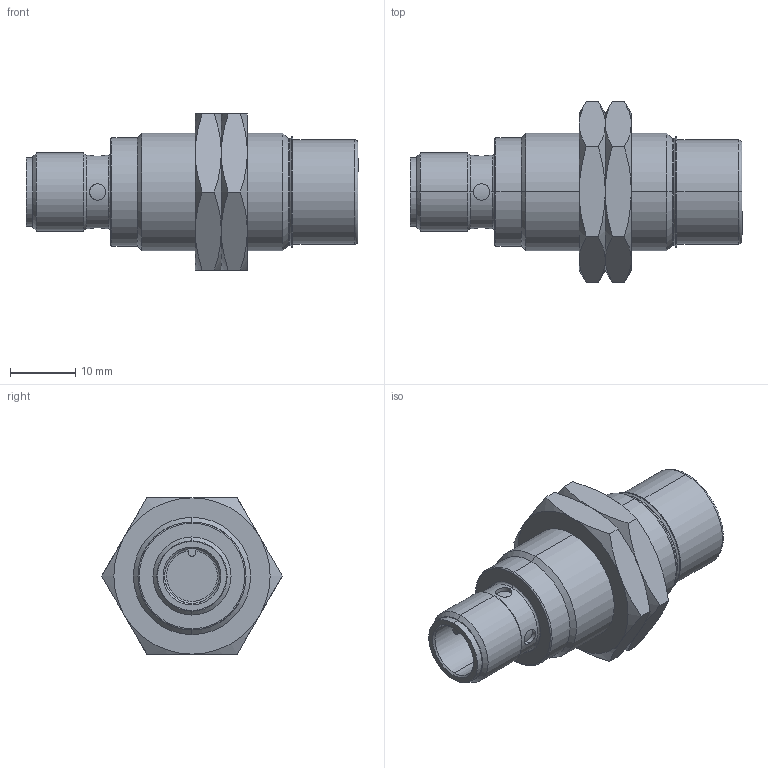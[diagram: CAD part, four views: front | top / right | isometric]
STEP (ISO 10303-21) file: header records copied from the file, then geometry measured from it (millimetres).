
FILE_DESCRIPTION (( 'STEP AP214' ), '1' );
FILE_NAME ('PFK1-AP-4H.step', '2018-04-17T19:35:07', ( '' ), ( '' ), 'SwSTEP 2.0', 'SolidWorks 2017', '' );
FILE_SCHEMA (( 'AUTOMOTIVE_DESIGN' ));
Length unit declared in the file: inch
Products named in the file (1): PFK1-AP-4H
Bounding box: 51 x 27.71 x 24 mm (x, y, z)
Volume: 11912.1 mm3; surface area: 5291.7 mm2
Topology: 3 solids, 3 shells, 114 faces, 245 edges, 143 vertices
Faces by surface type: cone 44, cylinder 34, plane 25, bspline 11
Entity records: 5369 total; most frequent: CARTESIAN_POINT 1498, ORIENTED_EDGE 490, DIRECTION 467, EDGE_CURVE 245, AXIS2_PLACEMENT_3D 198, VERTEX_POINT 143, EDGE_LOOP 124, DIMENSIONAL_EXPONENTS 119
